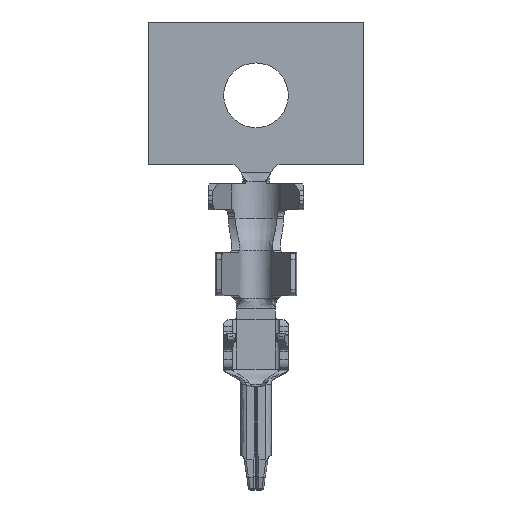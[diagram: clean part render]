
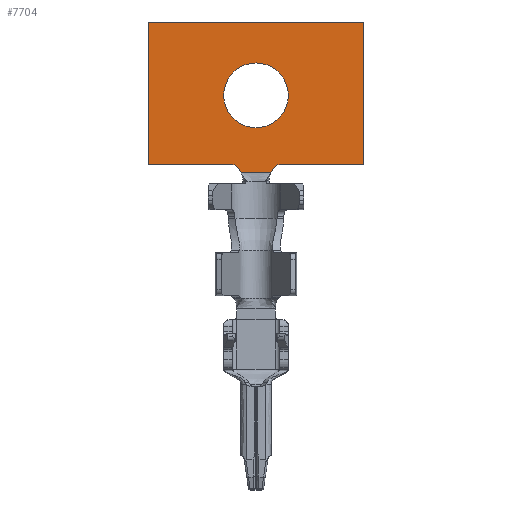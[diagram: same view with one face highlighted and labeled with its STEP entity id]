
A CAD part, top view. The second image highlights one B-rep face of the part: STEP entity #7704.
In plain terms, the highlighted planar face has unit normal (0, 0, 1).
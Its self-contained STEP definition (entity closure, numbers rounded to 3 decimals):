
#7218=CARTESIAN_POINT('',(-0.344,7.35,-0.625));
#7219=VERTEX_POINT('',#7218);
#7289=CARTESIAN_POINT('',(0.344,7.35,-0.625));
#7290=VERTEX_POINT('',#7289);
#7444=CARTESIAN_POINT('',(0.344,7.35,-0.625));
#7445=DIRECTION('',(-1.,0.,0.));
#7446=VECTOR('',#7445,0.689);
#7447=LINE('',#7444,#7446);
#7448=EDGE_CURVE('',#7290,#7219,#7447,.T.);
#7478=CARTESIAN_POINT('',(-0.402,7.45,-0.625));
#7479=VERTEX_POINT('',#7478);
#7480=CARTESIAN_POINT('',(-0.344,7.35,-0.625));
#7481=DIRECTION('',(-0.5,0.866,0.));
#7482=VECTOR('',#7481,0.115);
#7483=LINE('',#7480,#7482);
#7484=EDGE_CURVE('',#7219,#7479,#7483,.T.);
#7503=CARTESIAN_POINT('',(0.402,7.45,-0.625));
#7504=VERTEX_POINT('',#7503);
#7511=CARTESIAN_POINT('',(0.402,7.45,-0.625));
#7512=DIRECTION('',(-0.5,-0.866,0.));
#7513=VECTOR('',#7512,0.115);
#7514=LINE('',#7511,#7513);
#7515=EDGE_CURVE('',#7504,#7290,#7514,.T.);
#7525=CARTESIAN_POINT('',(2.5,7.55,-0.625));
#7526=VERTEX_POINT('',#7525);
#7533=CARTESIAN_POINT('',(0.575,7.55,-0.625));
#7534=VERTEX_POINT('',#7533);
#7535=CARTESIAN_POINT('',(2.5,7.55,-0.625));
#7536=DIRECTION('',(-1.,0.,0.));
#7537=VECTOR('',#7536,1.925);
#7538=LINE('',#7535,#7537);
#7539=EDGE_CURVE('',#7526,#7534,#7538,.T.);
#7556=CARTESIAN_POINT('',(-2.5,7.55,-0.625));
#7557=VERTEX_POINT('',#7556);
#7565=CARTESIAN_POINT('',(-0.575,7.55,-0.625));
#7566=VERTEX_POINT('',#7565);
#7573=CARTESIAN_POINT('',(-0.575,7.55,-0.625));
#7574=DIRECTION('',(-1.,0.,0.));
#7575=VECTOR('',#7574,1.925);
#7576=LINE('',#7573,#7575);
#7577=EDGE_CURVE('',#7566,#7557,#7576,.T.);
#7588=CARTESIAN_POINT('',(-2.5,10.85,-0.625));
#7589=VERTEX_POINT('',#7588);
#7590=CARTESIAN_POINT('',(-2.5,7.55,-0.625));
#7591=DIRECTION('',(0.,1.,0.));
#7592=VECTOR('',#7591,3.3);
#7593=LINE('',#7590,#7592);
#7594=EDGE_CURVE('',#7557,#7589,#7593,.T.);
#7612=CARTESIAN_POINT('',(2.5,10.85,-0.625));
#7613=VERTEX_POINT('',#7612);
#7614=CARTESIAN_POINT('',(-2.5,10.85,-0.625));
#7615=DIRECTION('',(1.,0.,0.));
#7616=VECTOR('',#7615,5.);
#7617=LINE('',#7614,#7616);
#7618=EDGE_CURVE('',#7589,#7613,#7617,.T.);
#7636=CARTESIAN_POINT('',(2.5,10.85,-0.625));
#7637=DIRECTION('',(0.,-1.,0.));
#7638=VECTOR('',#7637,3.3);
#7639=LINE('',#7636,#7638);
#7640=EDGE_CURVE('',#7613,#7526,#7639,.T.);
#7652=CARTESIAN_POINT('',(0.,9.9,-0.625));
#7653=VERTEX_POINT('',#7652);
#7660=CARTESIAN_POINT('',(0.,9.15,-0.625));
#7661=DIRECTION('',(0.,1.,0.));
#7662=DIRECTION('',(0.,0.,1.));
#7663=AXIS2_PLACEMENT_3D('',#7660,#7662,#7661);
#7664=CIRCLE('',#7663,0.75);
#7665=EDGE_CURVE('',#7653,#7653,#7664,.T.);
#7672=CARTESIAN_POINT('',(0.,9.1,-0.625));
#7673=DIRECTION('',(0.,1.,0.));
#7674=DIRECTION('',(0.,0.,1.));
#7675=AXIS2_PLACEMENT_3D('',#7672,#7674,#7673);
#7676=PLANE('',#7675);
#7677=ORIENTED_EDGE('',*,*,#7640,.F.);
#7678=ORIENTED_EDGE('',*,*,#7618,.F.);
#7679=ORIENTED_EDGE('',*,*,#7594,.F.);
#7680=ORIENTED_EDGE('',*,*,#7577,.F.);
#7681=CARTESIAN_POINT('',(-0.575,7.35,-0.625));
#7682=DIRECTION('',(0.,1.,0.));
#7683=DIRECTION('',(0.,0.,-1.));
#7684=AXIS2_PLACEMENT_3D('',#7681,#7683,#7682);
#7685=CIRCLE('',#7684,0.2);
#7686=EDGE_CURVE('',#7566,#7479,#7685,.T.);
#7687=ORIENTED_EDGE('',*,*,#7686,.T.);
#7688=ORIENTED_EDGE('',*,*,#7484,.F.);
#7689=ORIENTED_EDGE('',*,*,#7448,.F.);
#7690=ORIENTED_EDGE('',*,*,#7515,.F.);
#7691=CARTESIAN_POINT('',(0.575,7.35,-0.625));
#7692=DIRECTION('',(-0.866,0.5,0.));
#7693=DIRECTION('',(0.,0.,-1.));
#7694=AXIS2_PLACEMENT_3D('',#7691,#7693,#7692);
#7695=CIRCLE('',#7694,0.2);
#7696=EDGE_CURVE('',#7504,#7534,#7695,.T.);
#7697=ORIENTED_EDGE('',*,*,#7696,.T.);
#7698=ORIENTED_EDGE('',*,*,#7539,.F.);
#7699=EDGE_LOOP('',(#7677,#7678,#7679,#7680,#7687,#7688,#7689,#7690,#7697,#7698));
#7700=FACE_OUTER_BOUND('',#7699,.T.);
#7701=ORIENTED_EDGE('',*,*,#7665,.F.);
#7702=EDGE_LOOP('',(#7701));
#7703=FACE_BOUND('',#7702,.T.);
#7704=ADVANCED_FACE('',(#7700,#7703),#7676,.T.);
